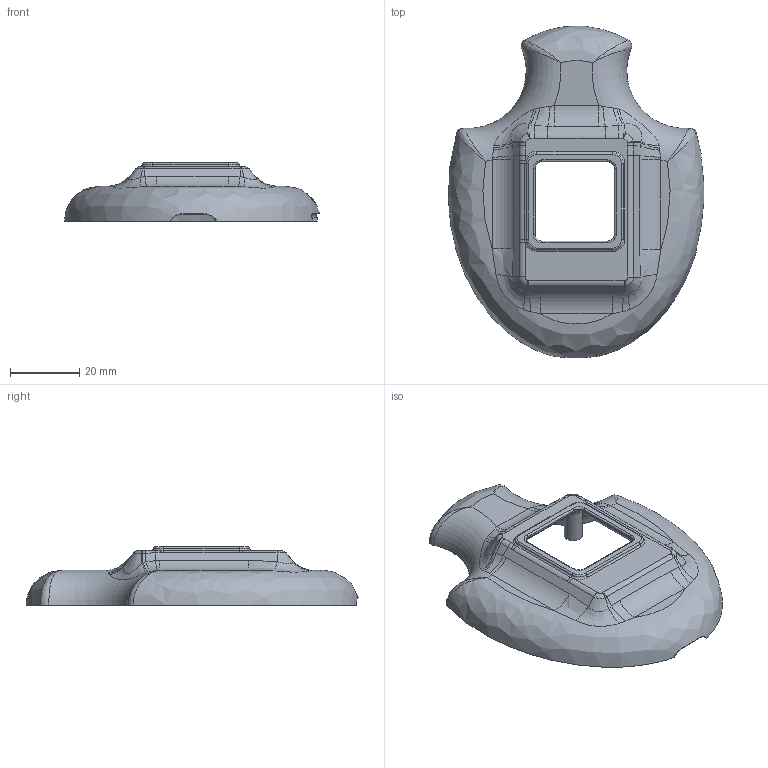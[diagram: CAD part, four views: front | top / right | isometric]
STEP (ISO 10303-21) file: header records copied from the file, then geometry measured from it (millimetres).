
FILE_DESCRIPTION(/* description */ (''),/* implementation_level */ '2;1');
FILE_NAME(/* name */ 'Remote-Bruce-Shell-Top.stp',/* time_stamp */ '2021-04-18T19:55:04-07:00',/* author */ ('andre'),/* organization */ (''),/* preprocessor_version */ 'ST-DEVELOPER v17',/* originating_system */ 'Autodesk Inventor 2019',/* authorisation */ '');
FILE_SCHEMA (('AUTOMOTIVE_DESIGN { 1 0 10303 214 3 1 1 }'));
Length unit declared in the file: millimetre
Products named in the file (1): RoboPuck-Shell-Top
Bounding box: 73.65 x 95.77 x 16.75 mm (x, y, z)
Volume: 13808.3 mm3; surface area: 13484.7 mm2
Topology: 1 solids, 1 shells, 281 faces, 720 edges, 442 vertices
Faces by surface type: bspline 116, plane 70, cylinder 62, torus 24, cone 9
Full cylindrical faces by diameter (mm): 2.083 x4, 2.15 x4, 3.683 x4
Entity records: 12342 total; most frequent: CARTESIAN_POINT 6331, ORIENTED_EDGE 1424, DIRECTION 963, EDGE_CURVE 712, VERTEX_POINT 442, AXIS2_PLACEMENT_3D 389, B_SPLINE_CURVE_WITH_KNOTS 304, EDGE_LOOP 292
